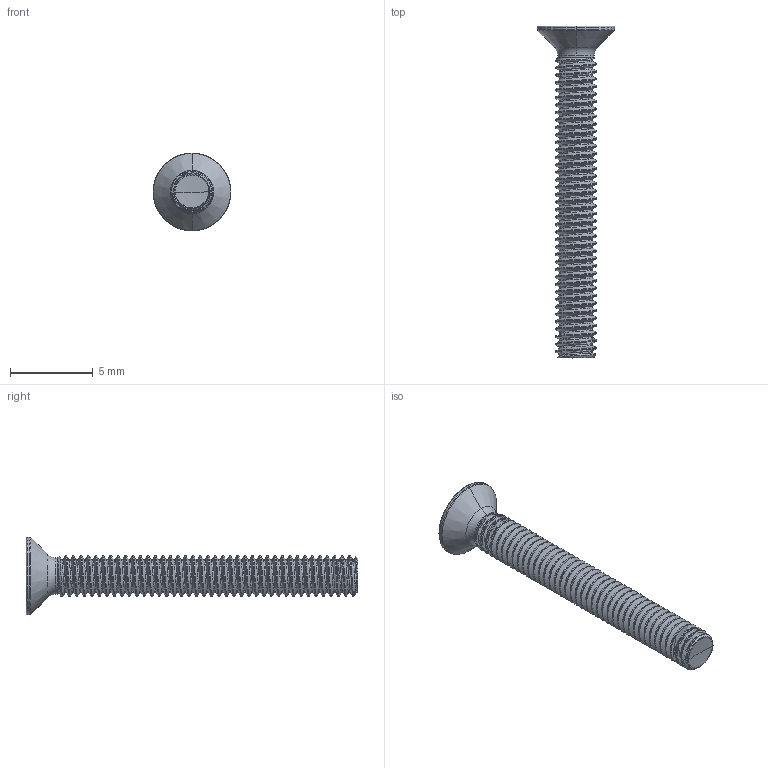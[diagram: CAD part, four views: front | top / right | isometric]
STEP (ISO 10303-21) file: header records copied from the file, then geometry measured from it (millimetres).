
FILE_DESCRIPTION (( 'STEP AP203' ), '1' );
FILE_NAME ('STM330250200.STEP', '2019-03-15T20:28:24', ( '' ), ( '' ), 'SwSTEP 2.0', 'SolidWorks 2015', '' );
FILE_SCHEMA (( 'CONFIG_CONTROL_DESIGN' ));
Length unit declared in the file: millimetre
Products named in the file (1): STM330250200
Bounding box: 4.7 x 20 x 4.7 mm (x, y, z)
Volume: 86.5 mm3; surface area: 265.3 mm2
Topology: 1 solids, 1 shells, 237 faces, 586 edges, 350 vertices
Faces by surface type: cylinder 123, bspline 46, sphere 26, plane 24, cone 10, torus 8
Entity records: 34743 total; most frequent: CARTESIAN_POINT 29902, ORIENTED_EDGE 1168, DIRECTION 838, EDGE_CURVE 584, VERTEX_POINT 350, AXIS2_PLACEMENT_3D 334, EDGE_LOOP 238, ADVANCED_FACE 237
